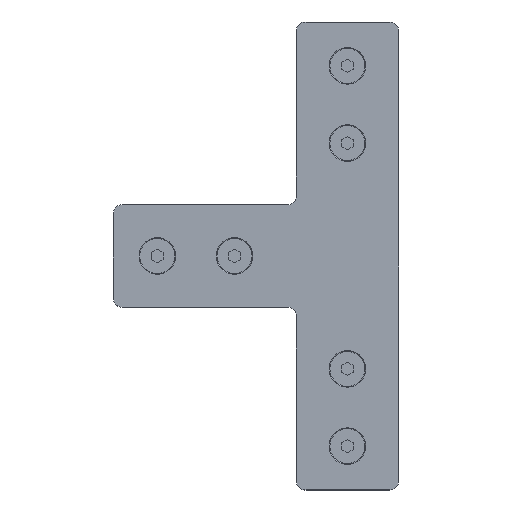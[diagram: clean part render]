
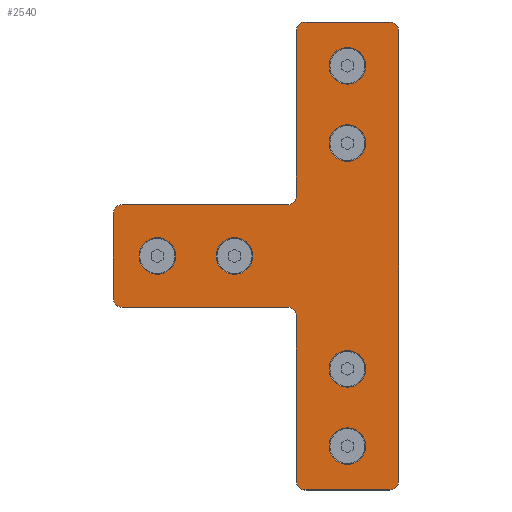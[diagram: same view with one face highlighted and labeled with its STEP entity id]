
A CAD part, top view. The second image highlights one B-rep face of the part: STEP entity #2540.
In plain terms, the highlighted planar face has unit normal (0, 0, 1).
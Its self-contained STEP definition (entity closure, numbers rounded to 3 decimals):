
#20=FACE_BOUND('',#332,.T.);
#21=FACE_BOUND('',#333,.T.);
#22=FACE_BOUND('',#334,.T.);
#23=FACE_BOUND('',#335,.T.);
#24=FACE_BOUND('',#336,.T.);
#25=FACE_BOUND('',#337,.T.);
#50=PLANE('',#2736);
#187=FACE_OUTER_BOUND('',#331,.T.);
#331=EDGE_LOOP('',(#1722,#1723,#1724,#1725,#1726,#1727,#1728,#1729,#1730,
#1731,#1732,#1733,#1734,#1735,#1736,#1737));
#332=EDGE_LOOP('',(#1738));
#333=EDGE_LOOP('',(#1739));
#334=EDGE_LOOP('',(#1740));
#335=EDGE_LOOP('',(#1741));
#336=EDGE_LOOP('',(#1742));
#337=EDGE_LOOP('',(#1743));
#506=LINE('',#3803,#742);
#507=LINE('',#3807,#743);
#508=LINE('',#3811,#744);
#509=LINE('',#3815,#745);
#510=LINE('',#3819,#746);
#511=LINE('',#3823,#747);
#512=LINE('',#3827,#748);
#513=LINE('',#3830,#749);
#742=VECTOR('',#3055,10.);
#743=VECTOR('',#3058,10.);
#744=VECTOR('',#3061,10.);
#745=VECTOR('',#3064,10.);
#746=VECTOR('',#3067,10.);
#747=VECTOR('',#3070,10.);
#748=VECTOR('',#3073,10.);
#749=VECTOR('',#3076,10.);
#968=CIRCLE('',#2696,6.25);
#974=CIRCLE('',#2704,6.25);
#980=CIRCLE('',#2712,6.25);
#986=CIRCLE('',#2720,6.25);
#992=CIRCLE('',#2728,6.25);
#996=CIRCLE('',#2734,3.);
#998=CIRCLE('',#2737,3.);
#999=CIRCLE('',#2738,3.);
#1000=CIRCLE('',#2739,3.);
#1001=CIRCLE('',#2740,3.);
#1002=CIRCLE('',#2741,3.);
#1003=CIRCLE('',#2742,3.);
#1004=CIRCLE('',#2743,3.);
#1005=CIRCLE('',#2744,6.25);
#1084=VERTEX_POINT('',#3717);
#1090=VERTEX_POINT('',#3733);
#1096=VERTEX_POINT('',#3749);
#1102=VERTEX_POINT('',#3765);
#1108=VERTEX_POINT('',#3781);
#1112=VERTEX_POINT('',#3793);
#1113=VERTEX_POINT('',#3794);
#1116=VERTEX_POINT('',#3802);
#1117=VERTEX_POINT('',#3804);
#1118=VERTEX_POINT('',#3806);
#1119=VERTEX_POINT('',#3808);
#1120=VERTEX_POINT('',#3810);
#1121=VERTEX_POINT('',#3812);
#1122=VERTEX_POINT('',#3814);
#1123=VERTEX_POINT('',#3816);
#1124=VERTEX_POINT('',#3818);
#1125=VERTEX_POINT('',#3820);
#1126=VERTEX_POINT('',#3822);
#1127=VERTEX_POINT('',#3824);
#1128=VERTEX_POINT('',#3826);
#1129=VERTEX_POINT('',#3828);
#1130=VERTEX_POINT('',#3831);
#1319=EDGE_CURVE('',#1084,#1084,#968,.T.);
#1327=EDGE_CURVE('',#1090,#1090,#974,.T.);
#1335=EDGE_CURVE('',#1096,#1096,#980,.T.);
#1343=EDGE_CURVE('',#1102,#1102,#986,.T.);
#1351=EDGE_CURVE('',#1108,#1108,#992,.T.);
#1356=EDGE_CURVE('',#1112,#1113,#996,.T.);
#1360=EDGE_CURVE('',#1116,#1112,#506,.T.);
#1361=EDGE_CURVE('',#1117,#1116,#998,.T.);
#1362=EDGE_CURVE('',#1117,#1118,#507,.T.);
#1363=EDGE_CURVE('',#1119,#1118,#999,.T.);
#1364=EDGE_CURVE('',#1119,#1120,#508,.T.);
#1365=EDGE_CURVE('',#1121,#1120,#1000,.T.);
#1366=EDGE_CURVE('',#1122,#1121,#509,.T.);
#1367=EDGE_CURVE('',#1123,#1122,#1001,.T.);
#1368=EDGE_CURVE('',#1123,#1124,#510,.T.);
#1369=EDGE_CURVE('',#1125,#1124,#1002,.T.);
#1370=EDGE_CURVE('',#1125,#1126,#511,.T.);
#1371=EDGE_CURVE('',#1127,#1126,#1003,.T.);
#1372=EDGE_CURVE('',#1128,#1127,#512,.T.);
#1373=EDGE_CURVE('',#1129,#1128,#1004,.T.);
#1374=EDGE_CURVE('',#1113,#1129,#513,.T.);
#1375=EDGE_CURVE('',#1130,#1130,#1005,.T.);
#1722=ORIENTED_EDGE('',*,*,#1356,.F.);
#1723=ORIENTED_EDGE('',*,*,#1360,.F.);
#1724=ORIENTED_EDGE('',*,*,#1361,.F.);
#1725=ORIENTED_EDGE('',*,*,#1362,.T.);
#1726=ORIENTED_EDGE('',*,*,#1363,.F.);
#1727=ORIENTED_EDGE('',*,*,#1364,.T.);
#1728=ORIENTED_EDGE('',*,*,#1365,.F.);
#1729=ORIENTED_EDGE('',*,*,#1366,.F.);
#1730=ORIENTED_EDGE('',*,*,#1367,.F.);
#1731=ORIENTED_EDGE('',*,*,#1368,.T.);
#1732=ORIENTED_EDGE('',*,*,#1369,.F.);
#1733=ORIENTED_EDGE('',*,*,#1370,.T.);
#1734=ORIENTED_EDGE('',*,*,#1371,.F.);
#1735=ORIENTED_EDGE('',*,*,#1372,.F.);
#1736=ORIENTED_EDGE('',*,*,#1373,.F.);
#1737=ORIENTED_EDGE('',*,*,#1374,.F.);
#1738=ORIENTED_EDGE('',*,*,#1335,.T.);
#1739=ORIENTED_EDGE('',*,*,#1351,.T.);
#1740=ORIENTED_EDGE('',*,*,#1327,.T.);
#1741=ORIENTED_EDGE('',*,*,#1343,.T.);
#1742=ORIENTED_EDGE('',*,*,#1375,.T.);
#1743=ORIENTED_EDGE('',*,*,#1319,.T.);
#2540=ADVANCED_FACE('',(#187,#20,#21,#22,#23,#24,#25),#50,.T.);
#2696=AXIS2_PLACEMENT_3D('',#3719,#2962,#2963);
#2704=AXIS2_PLACEMENT_3D('',#3735,#2980,#2981);
#2712=AXIS2_PLACEMENT_3D('',#3751,#2998,#2999);
#2720=AXIS2_PLACEMENT_3D('',#3767,#3016,#3017);
#2728=AXIS2_PLACEMENT_3D('',#3783,#3034,#3035);
#2734=AXIS2_PLACEMENT_3D('',#3795,#3047,#3048);
#2736=AXIS2_PLACEMENT_3D('',#3801,#3053,#3054);
#2737=AXIS2_PLACEMENT_3D('',#3805,#3056,#3057);
#2738=AXIS2_PLACEMENT_3D('',#3809,#3059,#3060);
#2739=AXIS2_PLACEMENT_3D('',#3813,#3062,#3063);
#2740=AXIS2_PLACEMENT_3D('',#3817,#3065,#3066);
#2741=AXIS2_PLACEMENT_3D('',#3821,#3068,#3069);
#2742=AXIS2_PLACEMENT_3D('',#3825,#3071,#3072);
#2743=AXIS2_PLACEMENT_3D('',#3829,#3074,#3075);
#2744=AXIS2_PLACEMENT_3D('',#3832,#3077,#3078);
#2962=DIRECTION('center_axis',(0.,0.,
-1.));
#2963=DIRECTION('ref_axis',(1.,0.,0.));
#2980=DIRECTION('center_axis',(0.,0.,
-1.));
#2981=DIRECTION('ref_axis',(1.,0.,0.));
#2998=DIRECTION('center_axis',(0.,0.,
-1.));
#2999=DIRECTION('ref_axis',(1.,0.,0.));
#3016=DIRECTION('center_axis',(0.,0.,
-1.));
#3017=DIRECTION('ref_axis',(1.,0.,0.));
#3034=DIRECTION('center_axis',(0.,0.,
-1.));
#3035=DIRECTION('ref_axis',(1.,0.,0.));
#3047=DIRECTION('center_axis',(0.,0.,
-1.));
#3048=DIRECTION('ref_axis',(0.707,0.707,0.));
#3053=DIRECTION('center_axis',(0.,0.,
1.));
#3054=DIRECTION('ref_axis',(1.,0.,0.));
#3055=DIRECTION('',(1.,0.,0.));
#3056=DIRECTION('center_axis',(0.,0.,
-1.));
#3057=DIRECTION('ref_axis',(-0.707,0.707,0.));
#3058=DIRECTION('',(0.,-1.,0.));
#3059=DIRECTION('center_axis',(0.,0.,
1.));
#3060=DIRECTION('ref_axis',(0.707,-0.707,0.));
#3061=DIRECTION('',(-1.,0.,0.));
#3062=DIRECTION('center_axis',(0.,0.,
-1.));
#3063=DIRECTION('ref_axis',(-0.707,0.707,0.));
#3064=DIRECTION('',(0.,1.,0.));
#3065=DIRECTION('center_axis',(0.,0.,
-1.));
#3066=DIRECTION('ref_axis',(-0.707,-0.707,0.));
#3067=DIRECTION('',(1.,0.,0.));
#3068=DIRECTION('center_axis',(0.,0.,
1.));
#3069=DIRECTION('ref_axis',(0.707,0.707,0.));
#3070=DIRECTION('',(0.,-1.,0.));
#3071=DIRECTION('center_axis',(0.,0.,
-1.));
#3072=DIRECTION('ref_axis',(-0.707,-0.707,0.));
#3073=DIRECTION('',(-1.,0.,0.));
#3074=DIRECTION('center_axis',(0.,0.,
-1.));
#3075=DIRECTION('ref_axis',(0.707,-0.707,0.));
#3076=DIRECTION('',(0.,-1.,0.));
#3077=DIRECTION('center_axis',(0.,0.,
-1.));
#3078=DIRECTION('ref_axis',(1.,0.,0.));
#3717=CARTESIAN_POINT('',(790.214,-397.421,-190.206));
#3719=CARTESIAN_POINT('Origin',(796.464,-397.421,-190.206));
#3733=CARTESIAN_POINT('',(790.214,-293.821,-190.206));
#3735=CARTESIAN_POINT('Origin',(796.464,-293.821,-190.206));
#3749=CARTESIAN_POINT('',(790.214,-320.221,-190.206));
#3751=CARTESIAN_POINT('Origin',(796.464,-320.221,-190.206));
#3765=CARTESIAN_POINT('',(725.214,-358.821,-190.206));
#3767=CARTESIAN_POINT('Origin',(731.464,-358.821,-190.206));
#3781=CARTESIAN_POINT('',(751.614,-358.821,-190.206));
#3783=CARTESIAN_POINT('Origin',(757.864,-358.821,-190.206));
#3793=CARTESIAN_POINT('',(810.964,-278.821,-190.206));
#3794=CARTESIAN_POINT('',(813.964,-281.821,-190.206));
#3795=CARTESIAN_POINT('Origin',(810.964,-281.821,-190.206));
#3801=CARTESIAN_POINT('Origin',(765.214,-358.821,-190.206));
#3802=CARTESIAN_POINT('',(781.964,-278.821,-190.206));
#3803=CARTESIAN_POINT('',(813.964,-278.821,-190.206));
#3804=CARTESIAN_POINT('',(778.964,-281.821,-190.206));
#3805=CARTESIAN_POINT('Origin',(781.964,-281.821,-190.206));
#3806=CARTESIAN_POINT('',(778.964,-338.321,-190.206));
#3807=CARTESIAN_POINT('',(778.964,-318.821,-190.206));
#3808=CARTESIAN_POINT('',(775.964,-341.321,-190.206));
#3809=CARTESIAN_POINT('Origin',(775.964,-338.321,-190.206));
#3810=CARTESIAN_POINT('',(719.464,-341.321,-190.206));
#3811=CARTESIAN_POINT('',(772.089,-341.321,-190.206));
#3812=CARTESIAN_POINT('',(716.464,-344.321,-190.206));
#3813=CARTESIAN_POINT('Origin',(719.464,-344.321,-190.206));
#3814=CARTESIAN_POINT('',(716.464,-373.321,-190.206));
#3815=CARTESIAN_POINT('',(716.464,-278.821,-190.206));
#3816=CARTESIAN_POINT('',(719.464,-376.321,-190.206));
#3817=CARTESIAN_POINT('Origin',(719.464,-373.321,-190.206));
#3818=CARTESIAN_POINT('',(775.964,-376.321,-190.206));
#3819=CARTESIAN_POINT('',(740.839,-376.321,-190.206));
#3820=CARTESIAN_POINT('',(778.964,-379.321,-190.206));
#3821=CARTESIAN_POINT('Origin',(775.964,-379.321,-190.206));
#3822=CARTESIAN_POINT('',(778.964,-435.821,-190.206));
#3823=CARTESIAN_POINT('',(778.964,-367.571,-190.206));
#3824=CARTESIAN_POINT('',(781.964,-438.821,-190.206));
#3825=CARTESIAN_POINT('Origin',(781.964,-435.821,-190.206));
#3826=CARTESIAN_POINT('',(810.964,-438.821,-190.206));
#3827=CARTESIAN_POINT('',(716.464,-438.821,-190.206));
#3828=CARTESIAN_POINT('',(813.964,-435.821,-190.206));
#3829=CARTESIAN_POINT('Origin',(810.964,-435.821,-190.206));
#3830=CARTESIAN_POINT('',(813.964,-438.821,-190.206));
#3831=CARTESIAN_POINT('',(790.214,-423.821,-190.206));
#3832=CARTESIAN_POINT('Origin',(796.464,-423.821,-190.206));
